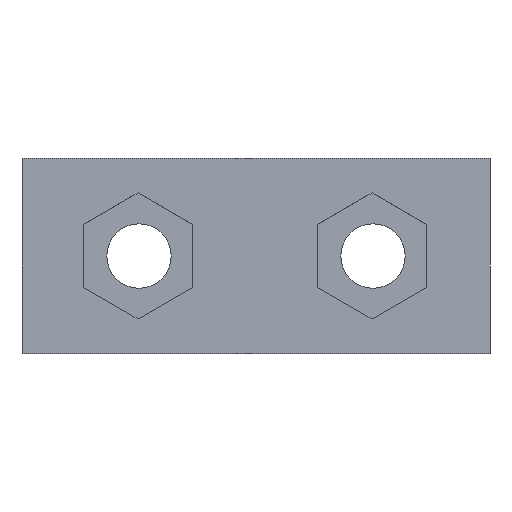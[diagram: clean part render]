
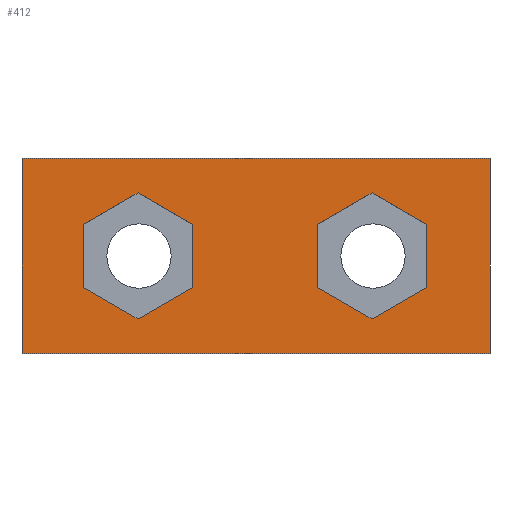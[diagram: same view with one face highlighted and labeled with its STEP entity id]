
A CAD part, top view. The second image highlights one B-rep face of the part: STEP entity #412.
In plain terms, the highlighted planar face has unit normal (0, 0, 1).
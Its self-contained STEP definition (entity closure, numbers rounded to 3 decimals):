
#21=FACE_BOUND('',#71,.T.);
#22=FACE_BOUND('',#72,.T.);
#44=FACE_OUTER_BOUND('',#70,.T.);
#70=EDGE_LOOP('',(#343,#344,#345,#346));
#71=EDGE_LOOP('',(#347,#348,#349,#350,#351,#352));
#72=EDGE_LOOP('',(#353,#354,#355,#356,#357,#358));
#82=LINE('',#579,#132);
#85=LINE('',#584,#135);
#99=LINE('',#619,#149);
#101=LINE('',#623,#151);
#103=LINE('',#627,#153);
#105=LINE('',#631,#155);
#107=LINE('',#635,#157);
#109=LINE('',#638,#159);
#111=LINE('',#643,#161);
#113=LINE('',#647,#163);
#115=LINE('',#651,#165);
#117=LINE('',#655,#167);
#119=LINE('',#659,#169);
#121=LINE('',#662,#171);
#122=LINE('',#665,#172);
#123=LINE('',#666,#173);
#132=VECTOR('',#472,10.);
#135=VECTOR('',#477,10.);
#149=VECTOR('',#501,10.);
#151=VECTOR('',#505,10.);
#153=VECTOR('',#509,10.);
#155=VECTOR('',#513,10.);
#157=VECTOR('',#517,10.);
#159=VECTOR('',#521,10.);
#161=VECTOR('',#525,10.);
#163=VECTOR('',#529,10.);
#165=VECTOR('',#533,10.);
#167=VECTOR('',#537,10.);
#169=VECTOR('',#541,10.);
#171=VECTOR('',#545,10.);
#172=VECTOR('',#548,10.);
#173=VECTOR('',#549,10.);
#183=VERTEX_POINT('',#576);
#184=VERTEX_POINT('',#578);
#185=VERTEX_POINT('',#582);
#200=VERTEX_POINT('',#616);
#201=VERTEX_POINT('',#618);
#202=VERTEX_POINT('',#622);
#203=VERTEX_POINT('',#626);
#204=VERTEX_POINT('',#630);
#205=VERTEX_POINT('',#634);
#206=VERTEX_POINT('',#640);
#207=VERTEX_POINT('',#642);
#208=VERTEX_POINT('',#646);
#209=VERTEX_POINT('',#650);
#210=VERTEX_POINT('',#654);
#211=VERTEX_POINT('',#658);
#212=VERTEX_POINT('',#664);
#220=EDGE_CURVE('',#184,#183,#82,.T.);
#223=EDGE_CURVE('',#183,#185,#85,.T.);
#239=EDGE_CURVE('',#201,#200,#99,.T.);
#241=EDGE_CURVE('',#202,#201,#101,.T.);
#243=EDGE_CURVE('',#203,#202,#103,.T.);
#245=EDGE_CURVE('',#204,#203,#105,.T.);
#247=EDGE_CURVE('',#205,#204,#107,.T.);
#249=EDGE_CURVE('',#200,#205,#109,.T.);
#251=EDGE_CURVE('',#207,#206,#111,.T.);
#253=EDGE_CURVE('',#208,#207,#113,.T.);
#255=EDGE_CURVE('',#209,#208,#115,.T.);
#257=EDGE_CURVE('',#210,#209,#117,.T.);
#259=EDGE_CURVE('',#211,#210,#119,.T.);
#261=EDGE_CURVE('',#206,#211,#121,.T.);
#262=EDGE_CURVE('',#185,#212,#122,.T.);
#263=EDGE_CURVE('',#212,#184,#123,.T.);
#343=ORIENTED_EDGE('',*,*,#220,.T.);
#344=ORIENTED_EDGE('',*,*,#223,.T.);
#345=ORIENTED_EDGE('',*,*,#262,.T.);
#346=ORIENTED_EDGE('',*,*,#263,.T.);
#347=ORIENTED_EDGE('',*,*,#261,.T.);
#348=ORIENTED_EDGE('',*,*,#259,.T.);
#349=ORIENTED_EDGE('',*,*,#257,.T.);
#350=ORIENTED_EDGE('',*,*,#255,.T.);
#351=ORIENTED_EDGE('',*,*,#253,.T.);
#352=ORIENTED_EDGE('',*,*,#251,.T.);
#353=ORIENTED_EDGE('',*,*,#249,.T.);
#354=ORIENTED_EDGE('',*,*,#247,.T.);
#355=ORIENTED_EDGE('',*,*,#245,.T.);
#356=ORIENTED_EDGE('',*,*,#243,.T.);
#357=ORIENTED_EDGE('',*,*,#241,.T.);
#358=ORIENTED_EDGE('',*,*,#239,.T.);
#392=PLANE('',#452);
#412=ADVANCED_FACE('',(#44,#21,#22),#392,.T.);
#452=AXIS2_PLACEMENT_3D('',#663,#546,#547);
#472=DIRECTION('',(1.,0.,0.));
#477=DIRECTION('',(0.,1.,0.));
#501=DIRECTION('',(0.866,-0.5,0.));
#505=DIRECTION('',(0.866,0.5,0.));
#509=DIRECTION('',(0.,1.,0.));
#513=DIRECTION('',(-0.866,0.5,0.));
#517=DIRECTION('',(-0.866,-0.5,0.));
#521=DIRECTION('',(0.,-1.,0.));
#525=DIRECTION('',(0.866,-0.5,0.));
#529=DIRECTION('',(0.866,0.5,0.));
#533=DIRECTION('',(0.,1.,0.));
#537=DIRECTION('',(-0.866,0.5,0.));
#541=DIRECTION('',(-0.866,-0.5,0.));
#545=DIRECTION('',(0.,-1.,0.));
#546=DIRECTION('center_axis',(0.,0.,1.));
#547=DIRECTION('ref_axis',(1.,0.,0.));
#548=DIRECTION('',(-1.,0.,0.));
#549=DIRECTION('',(0.,-1.,0.));
#576=CARTESIAN_POINT('',(12.,-5.,2.8));
#578=CARTESIAN_POINT('',(-12.,-5.,2.8));
#579=CARTESIAN_POINT('',(12.,-5.,2.8));
#582=CARTESIAN_POINT('',(12.,5.,2.8));
#584=CARTESIAN_POINT('',(12.,5.,2.8));
#616=CARTESIAN_POINT('',(-3.25,1.617,2.8));
#618=CARTESIAN_POINT('',(-6.05,3.233,2.8));
#619=CARTESIAN_POINT('',(-3.25,1.617,2.8));
#622=CARTESIAN_POINT('',(-8.85,1.617,2.8));
#623=CARTESIAN_POINT('',(-6.05,3.233,2.8));
#626=CARTESIAN_POINT('',(-8.85,-1.617,2.8));
#627=CARTESIAN_POINT('',(-8.85,1.617,2.8));
#630=CARTESIAN_POINT('',(-6.05,-3.233,2.8));
#631=CARTESIAN_POINT('',(-8.85,-1.617,2.8));
#634=CARTESIAN_POINT('',(-3.25,-1.617,2.8));
#635=CARTESIAN_POINT('',(-6.05,-3.233,2.8));
#638=CARTESIAN_POINT('',(-3.25,-1.617,2.8));
#640=CARTESIAN_POINT('',(8.75,1.617,2.8));
#642=CARTESIAN_POINT('',(5.95,3.233,2.8));
#643=CARTESIAN_POINT('',(8.75,1.617,2.8));
#646=CARTESIAN_POINT('',(3.15,1.617,2.8));
#647=CARTESIAN_POINT('',(5.95,3.233,2.8));
#650=CARTESIAN_POINT('',(3.15,-1.617,2.8));
#651=CARTESIAN_POINT('',(3.15,1.617,2.8));
#654=CARTESIAN_POINT('',(5.95,-3.233,2.8));
#655=CARTESIAN_POINT('',(3.15,-1.617,2.8));
#658=CARTESIAN_POINT('',(8.75,-1.617,2.8));
#659=CARTESIAN_POINT('',(5.95,-3.233,2.8));
#662=CARTESIAN_POINT('',(8.75,-1.617,2.8));
#663=CARTESIAN_POINT('Origin',(0.,0.,2.8));
#664=CARTESIAN_POINT('',(-12.,5.,2.8));
#665=CARTESIAN_POINT('',(-12.,5.,2.8));
#666=CARTESIAN_POINT('',(-12.,-5.,2.8));
